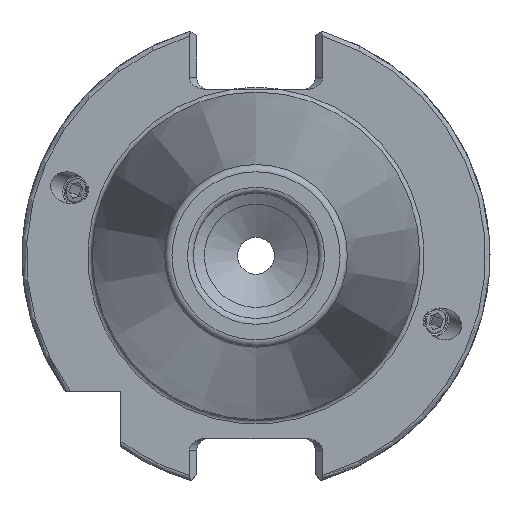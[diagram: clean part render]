
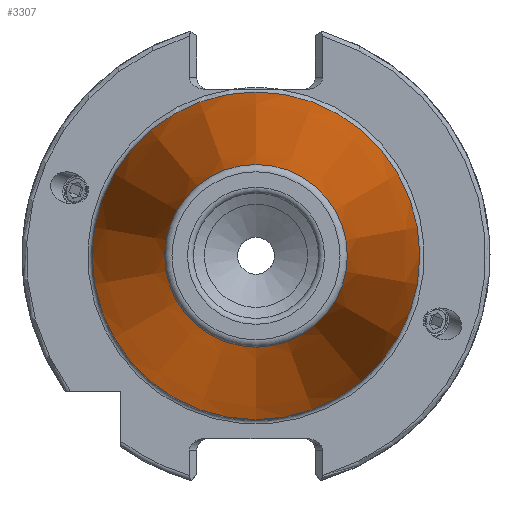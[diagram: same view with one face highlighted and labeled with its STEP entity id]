
A CAD part, left-side view. The second image highlights one B-rep face of the part: STEP entity #3307.
In plain terms, the highlighted conical face has half-angle 8.297 degrees and reference radius 22.225 mm.
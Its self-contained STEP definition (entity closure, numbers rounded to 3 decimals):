
#69 = CONICAL_SURFACE ( 'NONE', #4405, 22.225, 0.145 ) ;
#291 = CARTESIAN_POINT ( 'NONE',  ( -67.394, 0., 0. ) ) ;
#336 = AXIS2_PLACEMENT_3D ( 'NONE', #291, #3618, #3601 ) ;
#563 = VERTEX_POINT ( 'NONE', #3825 ) ;
#740 = FACE_OUTER_BOUND ( 'NONE', #1088, .T. ) ;
#779 = VERTEX_POINT ( 'NONE', #5666 ) ;
#808 = ORIENTED_EDGE ( 'NONE', *, *, #2834, .F. ) ;
#919 = DIRECTION ( 'NONE',  ( 1., 0., 0. ) ) ;
#1088 = EDGE_LOOP ( 'NONE', ( #5996 ) ) ;
#1589 = CARTESIAN_POINT ( 'NONE',  ( 0., 0., 0. ) ) ;
#2357 = AXIS2_PLACEMENT_3D ( 'NONE', #1589, #4374, #5801 ) ;
#2834 = EDGE_CURVE ( 'NONE', #779, #779, #3947, .T. ) ;
#3261 = CARTESIAN_POINT ( 'NONE',  ( 0., 0., 0. ) ) ;
#3307 = ADVANCED_FACE ( 'NONE', ( #5684, #740 ), #69, .T. ) ;
#3601 = DIRECTION ( 'NONE',  ( 0., 0., 1. ) ) ;
#3618 = DIRECTION ( 'NONE',  ( -1., 0., 0. ) ) ;
#3825 = CARTESIAN_POINT ( 'NONE',  ( 0., 0., 22.225 ) ) ;
#3947 = CIRCLE ( 'NONE', #336, 12.397 ) ;
#4170 = DIRECTION ( 'NONE',  ( 0., 0., -1. ) ) ;
#4374 = DIRECTION ( 'NONE',  ( -1., 0., 0. ) ) ;
#4405 = AXIS2_PLACEMENT_3D ( 'NONE', #3261, #919, #4170 ) ;
#4426 = EDGE_CURVE ( 'NONE', #563, #563, #5586, .T. ) ;
#4871 = EDGE_LOOP ( 'NONE', ( #808 ) ) ;
#5586 = CIRCLE ( 'NONE', #2357, 22.225 ) ;
#5666 = CARTESIAN_POINT ( 'NONE',  ( -67.394, 0., 12.397 ) ) ;
#5684 = FACE_BOUND ( 'NONE', #4871, .T. ) ;
#5801 = DIRECTION ( 'NONE',  ( 0., 0., 1. ) ) ;
#5996 = ORIENTED_EDGE ( 'NONE', *, *, #4426, .T. ) ;
